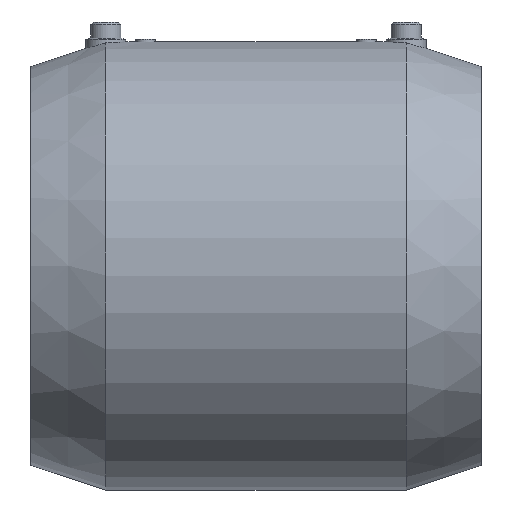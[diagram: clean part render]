
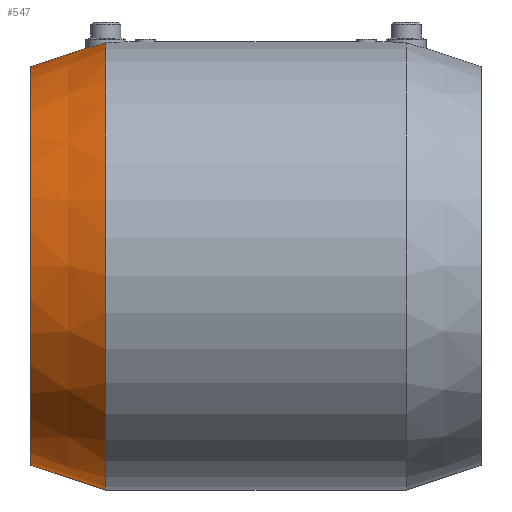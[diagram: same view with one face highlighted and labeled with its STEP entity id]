
A CAD part, top view. The second image highlights one B-rep face of the part: STEP entity #547.
In plain terms, the highlighted conical face has half-angle 18.34 degrees and reference radius 85 mm.
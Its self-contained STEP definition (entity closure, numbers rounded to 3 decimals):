
#497 = EDGE_CURVE( '', #1037, #1049, #1225, .T. );
#499 = EDGE_CURVE( '', #735, #1037, #1227, .T. );
#523 = VERTEX_POINT( '', #1255 );
#539 = EDGE_CURVE( '', #523, #735, #1274, .T. );
#547 = ADVANCED_FACE( '', ( #1283 ), #1284, .T. );
#579 = EDGE_CURVE( '', #1049, #933, #1318, .T. );
#735 = VERTEX_POINT( '', #1488 );
#831 = EDGE_CURVE( '', #523, #933, #1598, .T. );
#933 = VERTEX_POINT( '', #1713 );
#1037 = VERTEX_POINT( '', #1829 );
#1049 = VERTEX_POINT( '', #1844 );
#1225 = B_SPLINE_CURVE_WITH_KNOTS( '', 3, ( #2134, #2135, #2136, #2137, #2138, #2139, #2140, #2141, #2142, #2143, #2144, #2145, #2146, #2147, #2148, #2149, #2150, #2151, #2152, #2153, #2154, #2155, #2156, #2157, #2158, #2159, #2160, #2161, #2162, #2163, #2164, #2165, #2166, #2167, #2168, #2169, #2170, #2171 ), .UNSPECIFIED., .F., .F., ( 4, 2, 2, 2, 2, 2, 2, 2, 2, 2, 2, 2, 2, 2, 2, 2, 2, 2, 4 ), ( 3.983, 4.229, 5.773, 7.317, 8.86, 10.404, 11.876, 13.349, 14.821, 16.293, 17.765, 19.237, 20.71, 22.182, 23.726, 25.269, 26.813, 28.357, 28.603 ), .UNSPECIFIED. );
#1227 = CIRCLE( '', #2174, 90. );
#1255 = CARTESIAN_POINT( '', ( -91., -80., 0. ) );
#1274 = LINE( '', #2283, #2284 );
#1283 = FACE_OUTER_BOUND( '', #2313, .T. );
#1284 = CONICAL_SURFACE( '', #2314, 85., 0.32 );
#1318 = LINE( '', #2358, #2359 );
#1488 = CARTESIAN_POINT( '', ( -60.833, -90., 0. ) );
#1598 = CIRCLE( '', #2902, 80. );
#1713 = CARTESIAN_POINT( '', ( -91., 80., 0. ) );
#1829 = CARTESIAN_POINT( '', ( -60.833, 89.644, 8. ) );
#1844 = CARTESIAN_POINT( '', ( -68.833, 87.348, 0. ) );
#2134 = CARTESIAN_POINT( '', ( -60.833, 89.644, 8. ) );
#2135 = CARTESIAN_POINT( '', ( -60.913, 89.617, 8. ) );
#2136 = CARTESIAN_POINT( '', ( -60.991, 89.591, 7.999 ) );
#2137 = CARTESIAN_POINT( '', ( -61.558, 89.404, 7.982 ) );
#2138 = CARTESIAN_POINT( '', ( -62.064, 89.241, 7.922 ) );
#2139 = CARTESIAN_POINT( '', ( -63.073, 88.925, 7.697 ) );
#2140 = CARTESIAN_POINT( '', ( -63.577, 88.772, 7.533 ) );
#2141 = CARTESIAN_POINT( '', ( -64.544, 88.485, 7.107 ) );
#2142 = CARTESIAN_POINT( '', ( -65.008, 88.352, 6.844 ) );
#2143 = CARTESIAN_POINT( '', ( -65.868, 88.111, 6.239 ) );
#2144 = CARTESIAN_POINT( '', ( -66.264, 88.003, 5.896 ) );
#2145 = CARTESIAN_POINT( '', ( -66.947, 87.821, 5.182 ) );
#2146 = CARTESIAN_POINT( '', ( -67.262, 87.739, 4.789 ) );
#2147 = CARTESIAN_POINT( '', ( -67.818, 87.597, 3.934 ) );
#2148 = CARTESIAN_POINT( '', ( -68.059, 87.537, 3.472 ) );
#2149 = CARTESIAN_POINT( '', ( -68.447, 87.441, 2.509 ) );
#2150 = CARTESIAN_POINT( '', ( -68.594, 87.406, 2.007 ) );
#2151 = CARTESIAN_POINT( '', ( -68.787, 87.359, 0.998 ) );
#2152 = CARTESIAN_POINT( '', ( -68.833, 87.348, 0.491 ) );
#2153 = CARTESIAN_POINT( '', ( -68.833, 87.348, -0.491 ) );
#2154 = CARTESIAN_POINT( '', ( -68.787, 87.359, -0.998 ) );
#2155 = CARTESIAN_POINT( '', ( -68.594, 87.406, -2.007 ) );
#2156 = CARTESIAN_POINT( '', ( -68.447, 87.441, -2.509 ) );
#2157 = CARTESIAN_POINT( '', ( -68.059, 87.537, -3.472 ) );
#2158 = CARTESIAN_POINT( '', ( -67.818, 87.597, -3.934 ) );
#2159 = CARTESIAN_POINT( '', ( -67.262, 87.739, -4.789 ) );
#2160 = CARTESIAN_POINT( '', ( -66.947, 87.821, -5.182 ) );
#2161 = CARTESIAN_POINT( '', ( -66.264, 88.003, -5.896 ) );
#2162 = CARTESIAN_POINT( '', ( -65.868, 88.111, -6.239 ) );
#2163 = CARTESIAN_POINT( '', ( -65.008, 88.352, -6.844 ) );
#2164 = CARTESIAN_POINT( '', ( -64.544, 88.485, -7.107 ) );
#2165 = CARTESIAN_POINT( '', ( -63.577, 88.772, -7.533 ) );
#2166 = CARTESIAN_POINT( '', ( -63.073, 88.925, -7.697 ) );
#2167 = CARTESIAN_POINT( '', ( -62.064, 89.241, -7.922 ) );
#2168 = CARTESIAN_POINT( '', ( -61.558, 89.404, -7.982 ) );
#2169 = CARTESIAN_POINT( '', ( -60.991, 89.591, -7.999 ) );
#2170 = CARTESIAN_POINT( '', ( -60.913, 89.617, -8. ) );
#2171 = CARTESIAN_POINT( '', ( -60.833, 89.644, -8. ) );
#2174 = AXIS2_PLACEMENT_3D( '', #3488, #3489, #3490 );
#2283 = CARTESIAN_POINT( '', ( -75.917, -85., 0. ) );
#2284 = VECTOR( '', #3547, 1. );
#2313 = EDGE_LOOP( '', ( #3559, #3560, #3561, #3562, #3563 ) );
#2314 = AXIS2_PLACEMENT_3D( '', #3564, #3565, #3566 );
#2358 = CARTESIAN_POINT( '', ( -75.917, 85., 0. ) );
#2359 = VECTOR( '', #3596, 1. );
#2902 = AXIS2_PLACEMENT_3D( '', #3949, #3950, #3951 );
#3488 = CARTESIAN_POINT( '', ( -60.833, 0., 0. ) );
#3489 = DIRECTION( '', ( -1., 0., 0. ) );
#3490 = DIRECTION( '', ( 0., 1., 0. ) );
#3547 = DIRECTION( '', ( 0.949, -0.315, 0. ) );
#3559 = ORIENTED_EDGE( '', *, *, #579, .T. );
#3560 = ORIENTED_EDGE( '', *, *, #831, .F. );
#3561 = ORIENTED_EDGE( '', *, *, #539, .T. );
#3562 = ORIENTED_EDGE( '', *, *, #499, .T. );
#3563 = ORIENTED_EDGE( '', *, *, #497, .T. );
#3564 = CARTESIAN_POINT( '', ( -75.917, 0., 0. ) );
#3565 = DIRECTION( '', ( 1., 0., 0. ) );
#3566 = DIRECTION( '', ( 0., 1., 0. ) );
#3596 = DIRECTION( '', ( -0.949, -0.315, 0. ) );
#3949 = CARTESIAN_POINT( '', ( -91., 0., 0. ) );
#3950 = DIRECTION( '', ( -1., 0., 0. ) );
#3951 = DIRECTION( '', ( 0., 1., 0. ) );
